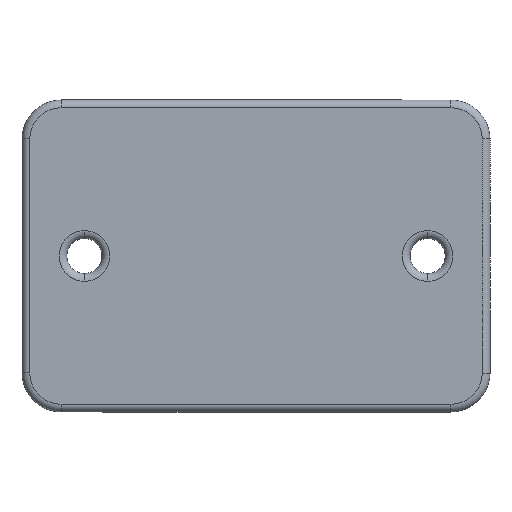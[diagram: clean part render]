
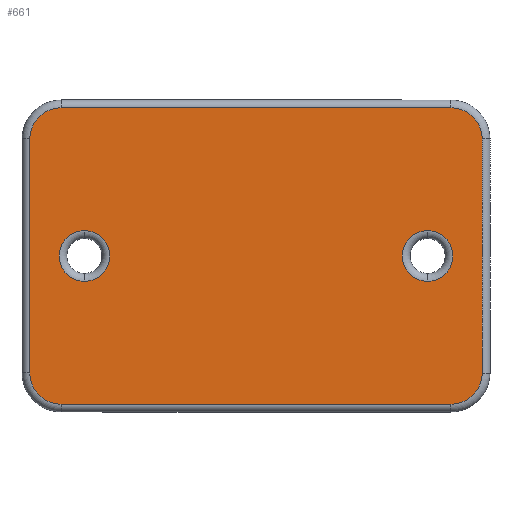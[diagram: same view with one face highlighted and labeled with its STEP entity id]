
A CAD part, front view. The second image highlights one B-rep face of the part: STEP entity #661.
In plain terms, the highlighted planar face has unit normal (0, -1, 0).
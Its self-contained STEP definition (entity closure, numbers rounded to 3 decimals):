
#19 = EDGE_LOOP ( 'NONE', ( #1519, #333, #1044, #73, #924, #176, #954, #1147 ) ) ;
#20 = EDGE_CURVE ( 'NONE', #286, #763, #1630, .T. ) ;
#51 = AXIS2_PLACEMENT_3D ( 'NONE', #129, #1515, #1273 ) ;
#73 = ORIENTED_EDGE ( 'NONE', *, *, #1326, .T. ) ;
#79 = PLANE ( 'NONE',  #222 ) ;
#85 = DIRECTION ( 'NONE',  ( 0., 0., 1. ) ) ;
#91 = CARTESIAN_POINT ( 'NONE',  ( 29., 0., 0. ) ) ;
#98 = ORIENTED_EDGE ( 'NONE', *, *, #104, .T. ) ;
#104 = EDGE_CURVE ( 'NONE', #1587, #1460, #372, .T. ) ;
#107 = CARTESIAN_POINT ( 'NONE',  ( 0., 0., 0. ) ) ;
#129 = CARTESIAN_POINT ( 'NONE',  ( -22., 0., 0. ) ) ;
#138 = CARTESIAN_POINT ( 'NONE',  ( -25., 0., -19. ) ) ;
#150 = VECTOR ( 'NONE', #1146, 1000. ) ;
#166 = CARTESIAN_POINT ( 'NONE',  ( 0., 0., -19. ) ) ;
#176 = ORIENTED_EDGE ( 'NONE', *, *, #1156, .T. ) ;
#196 = VERTEX_POINT ( 'NONE', #404 ) ;
#201 = VERTEX_POINT ( 'NONE', #138 ) ;
#215 = CIRCLE ( 'NONE', #1421, 3.25 ) ;
#222 = AXIS2_PLACEMENT_3D ( 'NONE', #107, #366, #1277 ) ;
#261 = EDGE_CURVE ( 'NONE', #201, #1306, #1284, .T. ) ;
#286 = VERTEX_POINT ( 'NONE', #574 ) ;
#303 = DIRECTION ( 'NONE',  ( 0., 0., 1. ) ) ;
#317 = DIRECTION ( 'NONE',  ( 0., 1., 0. ) ) ;
#322 = CARTESIAN_POINT ( 'NONE',  ( -22., 0., -3.25 ) ) ;
#328 = CARTESIAN_POINT ( 'NONE',  ( -22., 0., 0. ) ) ;
#333 = ORIENTED_EDGE ( 'NONE', *, *, #603, .T. ) ;
#337 = DIRECTION ( 'NONE',  ( 0., 1., 0. ) ) ;
#366 = DIRECTION ( 'NONE',  ( 0., 1., 0. ) ) ;
#372 = CIRCLE ( 'NONE', #51, 3.25 ) ;
#404 = CARTESIAN_POINT ( 'NONE',  ( 29., 0., -15. ) ) ;
#428 = EDGE_LOOP ( 'NONE', ( #887, #1574 ) ) ;
#547 = CARTESIAN_POINT ( 'NONE',  ( 0., 0., 19. ) ) ;
#554 = VERTEX_POINT ( 'NONE', #1096 ) ;
#570 = DIRECTION ( 'NONE',  ( 0., 0., 1. ) ) ;
#574 = CARTESIAN_POINT ( 'NONE',  ( 22., 0., 3.25 ) ) ;
#576 = AXIS2_PLACEMENT_3D ( 'NONE', #618, #797, #966 ) ;
#603 = EDGE_CURVE ( 'NONE', #554, #700, #1533, .T. ) ;
#607 = DIRECTION ( 'NONE',  ( -1., 0., 0. ) ) ;
#618 = CARTESIAN_POINT ( 'NONE',  ( -25., 0., 15. ) ) ;
#625 = CARTESIAN_POINT ( 'NONE',  ( -29., 0., -15. ) ) ;
#661 = ADVANCED_FACE ( 'NONE', ( #1763, #1400, #1805 ), #79, .F. ) ;
#662 = DIRECTION ( 'NONE',  ( 0., -1., 0. ) ) ;
#675 = CARTESIAN_POINT ( 'NONE',  ( 25., 0., 15. ) ) ;
#677 = EDGE_CURVE ( 'NONE', #700, #1229, #1356, .T. ) ;
#700 = VERTEX_POINT ( 'NONE', #1789 ) ;
#735 = EDGE_CURVE ( 'NONE', #196, #554, #1312, .T. ) ;
#762 = CARTESIAN_POINT ( 'NONE',  ( 25., 0., -19. ) ) ;
#763 = VERTEX_POINT ( 'NONE', #1709 ) ;
#770 = DIRECTION ( 'NONE',  ( 0., 0., 1. ) ) ;
#797 = DIRECTION ( 'NONE',  ( 0., -1., 0. ) ) ;
#823 = DIRECTION ( 'NONE',  ( 0., 0., 1. ) ) ;
#887 = ORIENTED_EDGE ( 'NONE', *, *, #20, .T. ) ;
#894 = CIRCLE ( 'NONE', #1148, 4. ) ;
#921 = DIRECTION ( 'NONE',  ( 0., 0., -1. ) ) ;
#924 = ORIENTED_EDGE ( 'NONE', *, *, #1526, .T. ) ;
#933 = AXIS2_PLACEMENT_3D ( 'NONE', #328, #317, #303 ) ;
#936 = AXIS2_PLACEMENT_3D ( 'NONE', #675, #662, #570 ) ;
#954 = ORIENTED_EDGE ( 'NONE', *, *, #261, .T. ) ;
#966 = DIRECTION ( 'NONE',  ( 0., 0., 1. ) ) ;
#988 = VECTOR ( 'NONE', #607, 1000. ) ;
#998 = AXIS2_PLACEMENT_3D ( 'NONE', #1234, #1435, #770 ) ;
#1044 = ORIENTED_EDGE ( 'NONE', *, *, #677, .T. ) ;
#1066 = EDGE_CURVE ( 'NONE', #763, #286, #215, .T. ) ;
#1083 = VERTEX_POINT ( 'NONE', #1396 ) ;
#1086 = DIRECTION ( 'NONE',  ( 0., -1., 0. ) ) ;
#1096 = CARTESIAN_POINT ( 'NONE',  ( 29., 0., 15. ) ) ;
#1142 = DIRECTION ( 'NONE',  ( 0., 0., 1. ) ) ;
#1146 = DIRECTION ( 'NONE',  ( 1., 0., 0. ) ) ;
#1147 = ORIENTED_EDGE ( 'NONE', *, *, #1372, .T. ) ;
#1148 = AXIS2_PLACEMENT_3D ( 'NONE', #1581, #1086, #823 ) ;
#1156 = EDGE_CURVE ( 'NONE', #1569, #201, #1245, .T. ) ;
#1187 = CARTESIAN_POINT ( 'NONE',  ( -29., 0., 0. ) ) ;
#1229 = VERTEX_POINT ( 'NONE', #1617 ) ;
#1233 = ORIENTED_EDGE ( 'NONE', *, *, #1618, .T. ) ;
#1234 = CARTESIAN_POINT ( 'NONE',  ( -25., 0., -15. ) ) ;
#1245 = CIRCLE ( 'NONE', #998, 4. ) ;
#1270 = VECTOR ( 'NONE', #85, 1000. ) ;
#1273 = DIRECTION ( 'NONE',  ( 0., 0., 1. ) ) ;
#1277 = DIRECTION ( 'NONE',  ( 0., 0., 1. ) ) ;
#1284 = LINE ( 'NONE', #166, #150 ) ;
#1306 = VERTEX_POINT ( 'NONE', #762 ) ;
#1312 = LINE ( 'NONE', #91, #1270 ) ;
#1326 = EDGE_CURVE ( 'NONE', #1229, #1083, #1712, .T. ) ;
#1356 = LINE ( 'NONE', #547, #988 ) ;
#1372 = EDGE_CURVE ( 'NONE', #1306, #196, #894, .T. ) ;
#1396 = CARTESIAN_POINT ( 'NONE',  ( -29., 0., 15. ) ) ;
#1400 = FACE_BOUND ( 'NONE', #1596, .T. ) ;
#1407 = AXIS2_PLACEMENT_3D ( 'NONE', #1458, #337, #1142 ) ;
#1421 = AXIS2_PLACEMENT_3D ( 'NONE', #1747, #1560, #1541 ) ;
#1435 = DIRECTION ( 'NONE',  ( 0., -1., 0. ) ) ;
#1452 = LINE ( 'NONE', #1187, #1779 ) ;
#1458 = CARTESIAN_POINT ( 'NONE',  ( 22., 0., 0. ) ) ;
#1460 = VERTEX_POINT ( 'NONE', #1737 ) ;
#1515 = DIRECTION ( 'NONE',  ( 0., 1., 0. ) ) ;
#1519 = ORIENTED_EDGE ( 'NONE', *, *, #735, .T. ) ;
#1526 = EDGE_CURVE ( 'NONE', #1083, #1569, #1452, .T. ) ;
#1533 = CIRCLE ( 'NONE', #936, 4. ) ;
#1541 = DIRECTION ( 'NONE',  ( 0., 0., 1. ) ) ;
#1560 = DIRECTION ( 'NONE',  ( 0., 1., 0. ) ) ;
#1569 = VERTEX_POINT ( 'NONE', #625 ) ;
#1574 = ORIENTED_EDGE ( 'NONE', *, *, #1066, .T. ) ;
#1581 = CARTESIAN_POINT ( 'NONE',  ( 25., 0., -15. ) ) ;
#1587 = VERTEX_POINT ( 'NONE', #322 ) ;
#1596 = EDGE_LOOP ( 'NONE', ( #1233, #98 ) ) ;
#1617 = CARTESIAN_POINT ( 'NONE',  ( -25., 0., 19. ) ) ;
#1618 = EDGE_CURVE ( 'NONE', #1460, #1587, #1648, .T. ) ;
#1630 = CIRCLE ( 'NONE', #1407, 3.25 ) ;
#1648 = CIRCLE ( 'NONE', #933, 3.25 ) ;
#1709 = CARTESIAN_POINT ( 'NONE',  ( 22., 0., -3.25 ) ) ;
#1712 = CIRCLE ( 'NONE', #576, 4. ) ;
#1737 = CARTESIAN_POINT ( 'NONE',  ( -22., 0., 3.25 ) ) ;
#1747 = CARTESIAN_POINT ( 'NONE',  ( 22., 0., 0. ) ) ;
#1763 = FACE_OUTER_BOUND ( 'NONE', #19, .T. ) ;
#1779 = VECTOR ( 'NONE', #921, 1000. ) ;
#1789 = CARTESIAN_POINT ( 'NONE',  ( 25., 0., 19. ) ) ;
#1805 = FACE_BOUND ( 'NONE', #428, .T. ) ;
